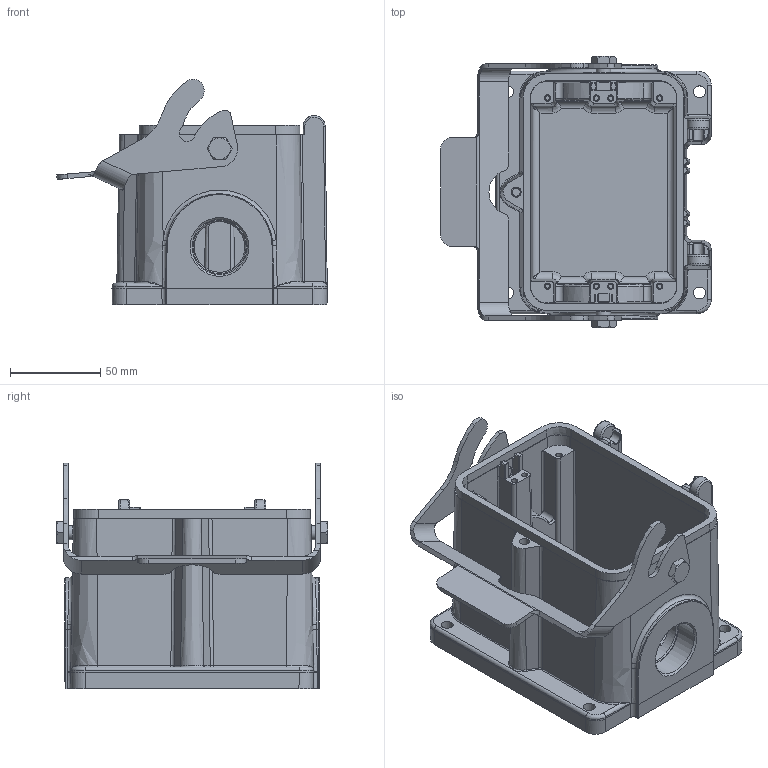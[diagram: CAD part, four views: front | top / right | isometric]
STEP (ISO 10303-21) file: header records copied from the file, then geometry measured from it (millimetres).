
FILE_DESCRIPTION(/* description */ (''),/* implementation_level */ '2;1');
FILE_NAME(/* name */ 'H48B-SF-1L-XXX.stp',/* time_stamp */ '2022-09-04T10:10:04+08:00',/* author */ (''),/* organization */ (''),/* preprocessor_version */ 'ST-DEVELOPER v16',/* originating_system */ 'SIEMENS PLM Software NX 10.0',/* authorisation */ '');
FILE_SCHEMA (('AUTOMOTIVE_DESIGN { 1 0 10303 214 3 1 1 1 }'));
Length unit declared in the file: millimetre
Products named in the file (1): Admi14A87516cpnj
Bounding box: 149.56 x 150 x 124.66 mm (x, y, z)
Volume: 448278.2 mm3; surface area: 141083.2 mm2
Topology: 2 solids, 2 shells, 688 faces, 1752 edges, 1068 vertices
Faces by surface type: cylinder 271, plane 249, bspline 124, sphere 26, cone 12, extrusion 4, torus 2
Full cylindrical faces by diameter (mm): 2.5 x8, 3.5 x8, 4.4 x1, 5.5 x1, 6 x3, 8 x2, 8.2 x2, 11 x2, 27.999 x1, 28 x1, 30.499 x2
Entity records: 23814 total; most frequent: CARTESIAN_POINT 8190, ORIENTED_EDGE 3330, DIRECTION 3109, EDGE_CURVE 1665, AXIS2_PLACEMENT_3D 1189, VERTEX_POINT 1056, EDGE_LOOP 777, VECTOR 731
